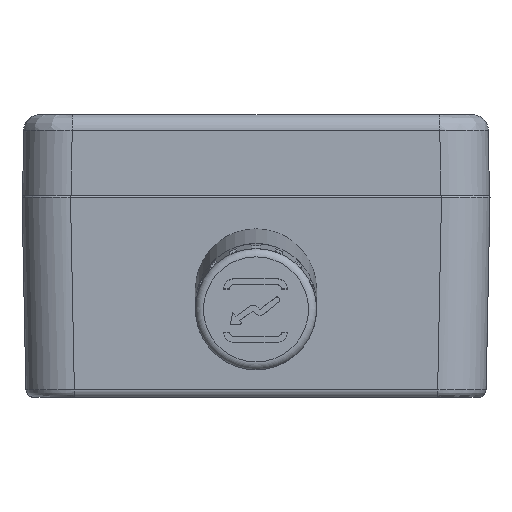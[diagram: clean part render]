
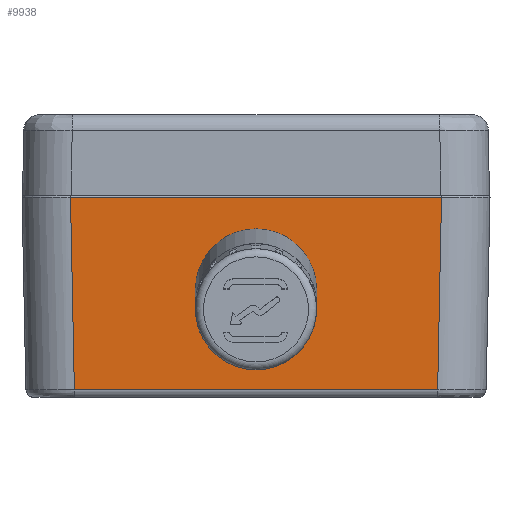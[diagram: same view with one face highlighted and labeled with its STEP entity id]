
A CAD part, front view. The second image highlights one B-rep face of the part: STEP entity #9938.
In plain terms, the highlighted planar face has unit normal (0, -1, -0.02).
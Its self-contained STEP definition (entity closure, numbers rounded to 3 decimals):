
#425=FACE_BOUND('',#1813,.T.);
#657=PLANE('',#10996);
#1182=FACE_OUTER_BOUND('',#1812,.T.);
#1812=EDGE_LOOP('',(#9027,#9028,#9029,#9030));
#1813=EDGE_LOOP('',(#9031));
#2139=CIRCLE('',#10618,4.);
#2954=LINE('',#22917,#3703);
#2984=LINE('',#23235,#3733);
#2994=LINE('',#23539,#3743);
#3199=LINE('',#25523,#3948);
#3703=VECTOR('',#12720,44.937);
#3733=VECTOR('',#12916,45.892);
#3743=VECTOR('',#12958,23.795);
#3948=VECTOR('',#13695,23.795);
#4554=VERTEX_POINT('',#22813);
#4563=VERTEX_POINT('',#22898);
#4567=VERTEX_POINT('',#22915);
#4626=VERTEX_POINT('',#23222);
#4630=VERTEX_POINT('',#23233);
#5783=EDGE_CURVE('',#4554,#4554,#2139,.T.);
#5800=EDGE_CURVE('',#4567,#4563,#2954,.T.);
#5887=EDGE_CURVE('',#4630,#4626,#2984,.T.);
#5907=EDGE_CURVE('',#4626,#4567,#2994,.T.);
#6252=EDGE_CURVE('',#4563,#4630,#3199,.T.);
#9027=ORIENTED_EDGE('',*,*,#5887,.F.);
#9028=ORIENTED_EDGE('',*,*,#6252,.F.);
#9029=ORIENTED_EDGE('',*,*,#5800,.F.);
#9030=ORIENTED_EDGE('',*,*,#5907,.F.);
#9031=ORIENTED_EDGE('',*,*,#5783,.T.);
#9938=ADVANCED_FACE('',(#1182,#425),#657,.T.);
#10618=AXIS2_PLACEMENT_3D('',#22814,#12689,#12690);
#10996=AXIS2_PLACEMENT_3D('',#25524,#13696,#13697);
#12689=DIRECTION('center_axis',(0.,1.,0.02));
#12690=DIRECTION('ref_axis',(1.,0.,0.));
#12720=DIRECTION('',(-1.,0.,0.));
#12916=DIRECTION('',(1.,0.,0.));
#12958=DIRECTION('',(-0.02,0.02,-1.));
#13695=DIRECTION('',(-0.02,-0.02,1.));
#13696=DIRECTION('center_axis',(0.,-1.,-0.02));
#13697=DIRECTION('ref_axis',(0.,0.02,-1.));
#22813=CARTESIAN_POINT('',(-4.,-31.716,-11.639));
#22814=CARTESIAN_POINT('Origin',(0.,-31.716,-11.639));
#22898=CARTESIAN_POINT('',(-22.469,-31.467,-24.04));
#22915=CARTESIAN_POINT('',(22.469,-31.467,-24.04));
#22917=CARTESIAN_POINT('',(22.469,-31.467,-24.04));
#23222=CARTESIAN_POINT('',(22.946,-31.945,-0.255));
#23233=CARTESIAN_POINT('',(-22.946,-31.945,-0.255));
#23235=CARTESIAN_POINT('',(-22.946,-31.945,-0.255));
#23539=CARTESIAN_POINT('',(22.946,-31.945,-0.255));
#25523=CARTESIAN_POINT('',(-22.469,-31.467,-24.04));
#25524=CARTESIAN_POINT('Origin',(-28.95,-31.95,0.));
